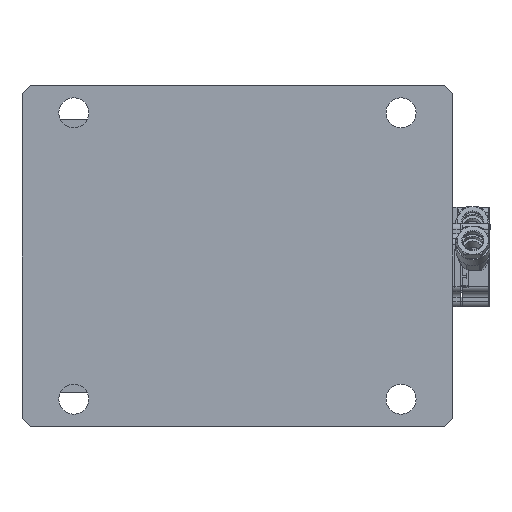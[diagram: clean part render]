
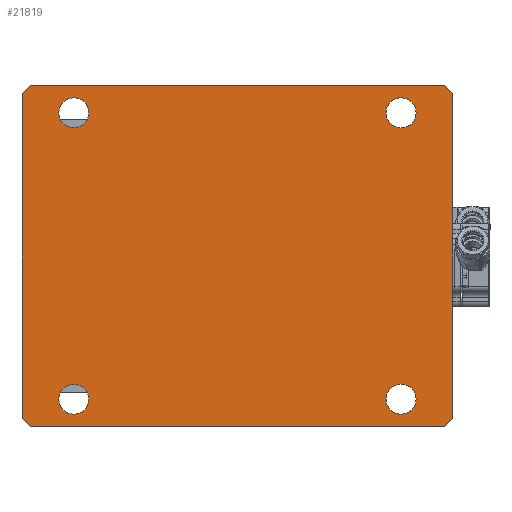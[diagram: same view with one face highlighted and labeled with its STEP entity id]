
A CAD part, front view. The second image highlights one B-rep face of the part: STEP entity #21819.
In plain terms, the highlighted face is planar.
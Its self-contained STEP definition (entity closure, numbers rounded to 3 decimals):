
#643 = EDGE_LOOP ( 'NONE', ( #68324, #82985, #6883, #2580, #19679, #90861, #32392, #44117 ) ) ;
#837 = EDGE_CURVE ( 'NONE', #41296, #9214, #74613, .T. ) ;
#1489 = VECTOR ( 'NONE', #90723, 1000. ) ;
#2580 = ORIENTED_EDGE ( 'NONE', *, *, #837, .T. ) ;
#2942 = CARTESIAN_POINT ( 'NONE',  ( 62.5, -40.01, -83. ) ) ;
#3018 = LINE ( 'NONE', #46444, #38382 ) ;
#3189 = DIRECTION ( 'NONE',  ( 1., 0., 0. ) ) ;
#4810 = EDGE_CURVE ( 'NONE', #9214, #63786, #87713, .T. ) ;
#4856 = CARTESIAN_POINT ( 'NONE',  ( -88.745, 88.745, -83. ) ) ;
#5519 = CARTESIAN_POINT ( 'NONE',  ( -58., -21.01, -83. ) ) ;
#5649 = LINE ( 'NONE', #69844, #56746 ) ;
#6883 = ORIENTED_EDGE ( 'NONE', *, *, #73938, .T. ) ;
#7108 = VECTOR ( 'NONE', #10308, 1000. ) ;
#9214 = VERTEX_POINT ( 'NONE', #18741 ) ;
#9442 = VERTEX_POINT ( 'NONE', #51464 ) ;
#9716 = VERTEX_POINT ( 'NONE', #75913 ) ;
#9815 = FACE_BOUND ( 'NONE', #9894, .T. ) ;
#9894 = EDGE_LOOP ( 'NONE', ( #17421, #81734 ) ) ;
#10308 = DIRECTION ( 'NONE',  ( -1., 0., 0. ) ) ;
#10353 = ORIENTED_EDGE ( 'NONE', *, *, #90218, .F. ) ;
#11183 = CARTESIAN_POINT ( 'NONE',  ( 0., 0., -83. ) ) ;
#11401 = CARTESIAN_POINT ( 'NONE',  ( 52.5, 98.99, -83. ) ) ;
#11824 = VERTEX_POINT ( 'NONE', #57744 ) ;
#12012 = EDGE_CURVE ( 'NONE', #79303, #77984, #75771, .T. ) ;
#12029 = CIRCLE ( 'NONE', #63664, 5.5 ) ;
#13892 = AXIS2_PLACEMENT_3D ( 'NONE', #78610, #70787, #65216 ) ;
#15355 = LINE ( 'NONE', #50481, #1489 ) ;
#15816 = VECTOR ( 'NONE', #17781, 1000. ) ;
#17421 = ORIENTED_EDGE ( 'NONE', *, *, #29839, .F. ) ;
#17781 = DIRECTION ( 'NONE',  ( 0.707, 0.707, 0. ) ) ;
#17910 = EDGE_CURVE ( 'NONE', #83957, #48986, #3018, .T. ) ;
#18111 = DIRECTION ( 'NONE',  ( 0., 0., -1. ) ) ;
#18741 = CARTESIAN_POINT ( 'NONE',  ( -59.5, 117.99, -83. ) ) ;
#19679 = ORIENTED_EDGE ( 'NONE', *, *, #4810, .T. ) ;
#19931 = CARTESIAN_POINT ( 'NONE',  ( -47., 98.99, -83. ) ) ;
#21250 = VERTEX_POINT ( 'NONE', #77560 ) ;
#21687 = AXIS2_PLACEMENT_3D ( 'NONE', #90799, #78261, #63070 ) ;
#21819 = ADVANCED_FACE ( 'NONE', ( #38924, #9815, #88353, #66190, #45392 ), #24592, .T. ) ;
#24592 = PLANE ( 'NONE',  #35692 ) ;
#25950 = CARTESIAN_POINT ( 'NONE',  ( -52.5, -21.01, -83. ) ) ;
#26213 = LINE ( 'NONE', #60411, #29790 ) ;
#29790 = VECTOR ( 'NONE', #74265, 1000. ) ;
#29839 = EDGE_CURVE ( 'NONE', #78609, #21250, #36319, .T. ) ;
#29874 = VECTOR ( 'NONE', #3189, 1000. ) ;
#32270 = CARTESIAN_POINT ( 'NONE',  ( 49.755, -49.755, -83. ) ) ;
#32392 = ORIENTED_EDGE ( 'NONE', *, *, #17910, .T. ) ;
#32669 = DIRECTION ( 'NONE',  ( -1., 0., 0. ) ) ;
#33241 = VERTEX_POINT ( 'NONE', #60128 ) ;
#33622 = EDGE_CURVE ( 'NONE', #63786, #83957, #5649, .T. ) ;
#34614 = CARTESIAN_POINT ( 'NONE',  ( 52.5, 98.99, -83. ) ) ;
#35317 = DIRECTION ( 'NONE',  ( -1., 0., 0. ) ) ;
#35692 = AXIS2_PLACEMENT_3D ( 'NONE', #11183, #73576, #52341 ) ;
#35901 = DIRECTION ( 'NONE',  ( 0., 0., -1. ) ) ;
#36319 = CIRCLE ( 'NONE', #70299, 5.5 ) ;
#38382 = VECTOR ( 'NONE', #45974, 1000. ) ;
#38750 = CARTESIAN_POINT ( 'NONE',  ( 62.5, 117.99, -83. ) ) ;
#38924 = FACE_BOUND ( 'NONE', #83550, .T. ) ;
#39487 = VERTEX_POINT ( 'NONE', #19931 ) ;
#41296 = VERTEX_POINT ( 'NONE', #90728 ) ;
#41820 = CARTESIAN_POINT ( 'NONE',  ( -58., 98.99, -83. ) ) ;
#41891 = VERTEX_POINT ( 'NONE', #41820 ) ;
#42098 = EDGE_CURVE ( 'NONE', #33241, #9442, #57499, .T. ) ;
#42523 = AXIS2_PLACEMENT_3D ( 'NONE', #43275, #35901, #70582 ) ;
#42911 = EDGE_CURVE ( 'NONE', #81603, #9716, #86820, .T. ) ;
#43275 = CARTESIAN_POINT ( 'NONE',  ( 52.5, -21.01, -83. ) ) ;
#44117 = ORIENTED_EDGE ( 'NONE', *, *, #61833, .T. ) ;
#45088 = EDGE_CURVE ( 'NONE', #9716, #81603, #59057, .T. ) ;
#45359 = EDGE_CURVE ( 'NONE', #9442, #11824, #15355, .T. ) ;
#45392 = FACE_BOUND ( 'NONE', #51782, .T. ) ;
#45974 = DIRECTION ( 'NONE',  ( 0., -1., 0. ) ) ;
#46444 = CARTESIAN_POINT ( 'NONE',  ( 62.5, 117.99, -83. ) ) ;
#48567 = ORIENTED_EDGE ( 'NONE', *, *, #65600, .F. ) ;
#48986 = VERTEX_POINT ( 'NONE', #50259 ) ;
#49804 = CARTESIAN_POINT ( 'NONE',  ( 52.5, -21.01, -83. ) ) ;
#50259 = CARTESIAN_POINT ( 'NONE',  ( 62.5, -37.01, -83. ) ) ;
#50477 = EDGE_CURVE ( 'NONE', #21250, #78609, #79949, .T. ) ;
#50481 = CARTESIAN_POINT ( 'NONE',  ( -49.755, -49.755, -83. ) ) ;
#50534 = CARTESIAN_POINT ( 'NONE',  ( -52.5, 98.99, -83. ) ) ;
#51464 = CARTESIAN_POINT ( 'NONE',  ( -59.5, -40.01, -83. ) ) ;
#51782 = EDGE_LOOP ( 'NONE', ( #58783, #72312 ) ) ;
#52341 = DIRECTION ( 'NONE',  ( -1., 0., 0. ) ) ;
#53245 = EDGE_CURVE ( 'NONE', #41891, #39487, #75896, .T. ) ;
#56746 = VECTOR ( 'NONE', #62479, 1000. ) ;
#57226 = DIRECTION ( 'NONE',  ( -1., 0., 0. ) ) ;
#57499 = LINE ( 'NONE', #2942, #7108 ) ;
#57744 = CARTESIAN_POINT ( 'NONE',  ( -62.5, -37.01, -83. ) ) ;
#58783 = ORIENTED_EDGE ( 'NONE', *, *, #45088, .F. ) ;
#58892 = CARTESIAN_POINT ( 'NONE',  ( -47., -21.01, -83. ) ) ;
#59057 = CIRCLE ( 'NONE', #90067, 5.5 ) ;
#60128 = CARTESIAN_POINT ( 'NONE',  ( 59.5, -40.01, -83. ) ) ;
#60411 = CARTESIAN_POINT ( 'NONE',  ( -62.5, 117.99, -83. ) ) ;
#60908 = DIRECTION ( 'NONE',  ( -0.707, -0.707, 0. ) ) ;
#61833 = EDGE_CURVE ( 'NONE', #48986, #33241, #68739, .T. ) ;
#62479 = DIRECTION ( 'NONE',  ( 0.707, -0.707, 0. ) ) ;
#63070 = DIRECTION ( 'NONE',  ( -1., 0., 0. ) ) ;
#63480 = CARTESIAN_POINT ( 'NONE',  ( 47., -21.01, -83. ) ) ;
#63664 = AXIS2_PLACEMENT_3D ( 'NONE', #50534, #78689, #35317 ) ;
#63786 = VERTEX_POINT ( 'NONE', #70428 ) ;
#65216 = DIRECTION ( 'NONE',  ( -1., 0., 0. ) ) ;
#65600 = EDGE_CURVE ( 'NONE', #77984, #79303, #67384, .T. ) ;
#65955 = DIRECTION ( 'NONE',  ( 0., 0., -1. ) ) ;
#66190 = FACE_BOUND ( 'NONE', #78263, .T. ) ;
#67384 = CIRCLE ( 'NONE', #21687, 5.5 ) ;
#67531 = DIRECTION ( 'NONE',  ( -1., 0., 0. ) ) ;
#67735 = VECTOR ( 'NONE', #60908, 1000. ) ;
#68164 = AXIS2_PLACEMENT_3D ( 'NONE', #34614, #78000, #57226 ) ;
#68324 = ORIENTED_EDGE ( 'NONE', *, *, #42098, .T. ) ;
#68739 = LINE ( 'NONE', #32270, #67735 ) ;
#69844 = CARTESIAN_POINT ( 'NONE',  ( 88.745, 88.745, -83. ) ) ;
#70299 = AXIS2_PLACEMENT_3D ( 'NONE', #11401, #65955, #32669 ) ;
#70428 = CARTESIAN_POINT ( 'NONE',  ( 59.5, 117.99, -83. ) ) ;
#70582 = DIRECTION ( 'NONE',  ( -1., 0., 0. ) ) ;
#70787 = DIRECTION ( 'NONE',  ( 0., 0., -1. ) ) ;
#72312 = ORIENTED_EDGE ( 'NONE', *, *, #42911, .F. ) ;
#73576 = DIRECTION ( 'NONE',  ( 0., 0., -1. ) ) ;
#73938 = EDGE_CURVE ( 'NONE', #11824, #41296, #26213, .T. ) ;
#74265 = DIRECTION ( 'NONE',  ( 0., 1., 0. ) ) ;
#74613 = LINE ( 'NONE', #4856, #15816 ) ;
#75093 = CARTESIAN_POINT ( 'NONE',  ( 62.5, 114.99, -83. ) ) ;
#75771 = CIRCLE ( 'NONE', #90545, 5.5 ) ;
#75896 = CIRCLE ( 'NONE', #13892, 5.5 ) ;
#75913 = CARTESIAN_POINT ( 'NONE',  ( 58., -21.01, -83. ) ) ;
#77560 = CARTESIAN_POINT ( 'NONE',  ( 47., 98.99, -83. ) ) ;
#77575 = ORIENTED_EDGE ( 'NONE', *, *, #12012, .F. ) ;
#77984 = VERTEX_POINT ( 'NONE', #58892 ) ;
#78000 = DIRECTION ( 'NONE',  ( 0., 0., -1. ) ) ;
#78261 = DIRECTION ( 'NONE',  ( 0., 0., -1. ) ) ;
#78263 = EDGE_LOOP ( 'NONE', ( #10353, #83505 ) ) ;
#78415 = DIRECTION ( 'NONE',  ( 0., 0., -1. ) ) ;
#78609 = VERTEX_POINT ( 'NONE', #80916 ) ;
#78610 = CARTESIAN_POINT ( 'NONE',  ( -52.5, 98.99, -83. ) ) ;
#78689 = DIRECTION ( 'NONE',  ( 0., 0., -1. ) ) ;
#79303 = VERTEX_POINT ( 'NONE', #5519 ) ;
#79754 = DIRECTION ( 'NONE',  ( -1., 0., 0. ) ) ;
#79949 = CIRCLE ( 'NONE', #68164, 5.5 ) ;
#80916 = CARTESIAN_POINT ( 'NONE',  ( 58., 98.99, -83. ) ) ;
#81603 = VERTEX_POINT ( 'NONE', #63480 ) ;
#81734 = ORIENTED_EDGE ( 'NONE', *, *, #50477, .F. ) ;
#82985 = ORIENTED_EDGE ( 'NONE', *, *, #45359, .T. ) ;
#83505 = ORIENTED_EDGE ( 'NONE', *, *, #53245, .F. ) ;
#83550 = EDGE_LOOP ( 'NONE', ( #48567, #77575 ) ) ;
#83957 = VERTEX_POINT ( 'NONE', #75093 ) ;
#86820 = CIRCLE ( 'NONE', #42523, 5.5 ) ;
#87713 = LINE ( 'NONE', #38750, #29874 ) ;
#88353 = FACE_OUTER_BOUND ( 'NONE', #643, .T. ) ;
#90067 = AXIS2_PLACEMENT_3D ( 'NONE', #49804, #78415, #79754 ) ;
#90218 = EDGE_CURVE ( 'NONE', #39487, #41891, #12029, .T. ) ;
#90545 = AXIS2_PLACEMENT_3D ( 'NONE', #25950, #18111, #67531 ) ;
#90723 = DIRECTION ( 'NONE',  ( -0.707, 0.707, 0. ) ) ;
#90728 = CARTESIAN_POINT ( 'NONE',  ( -62.5, 114.99, -83. ) ) ;
#90799 = CARTESIAN_POINT ( 'NONE',  ( -52.5, -21.01, -83. ) ) ;
#90861 = ORIENTED_EDGE ( 'NONE', *, *, #33622, .T. ) ;
